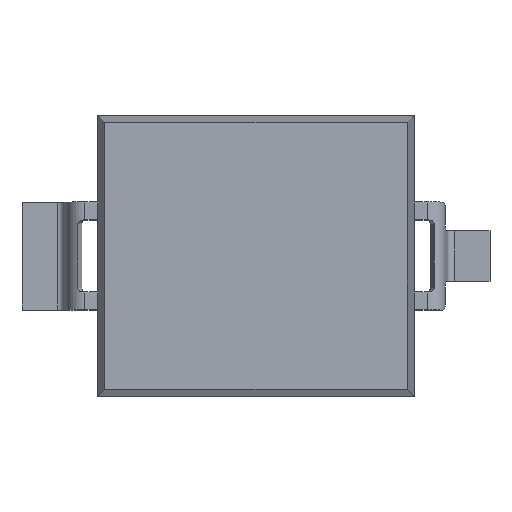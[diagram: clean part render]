
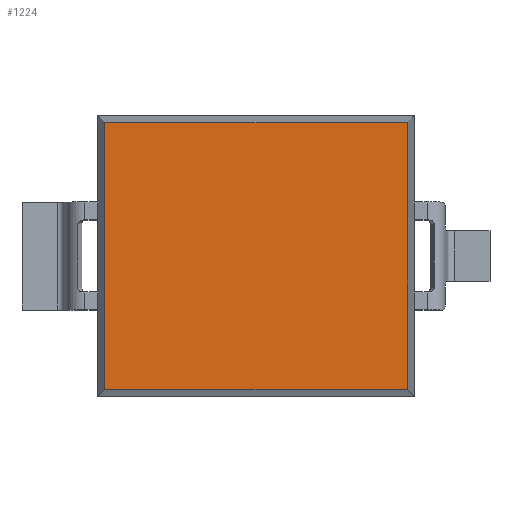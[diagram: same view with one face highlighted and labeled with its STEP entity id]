
A CAD part, top view. The second image highlights one B-rep face of the part: STEP entity #1224.
In plain terms, the highlighted planar face has unit normal (0, 0, 1).
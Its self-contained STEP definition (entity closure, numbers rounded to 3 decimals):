
#104=FACE_OUTER_BOUND('',#172,.T.);
#172=EDGE_LOOP('',(#927,#928,#929,#930));
#265=LINE('',#1810,#403);
#284=LINE('',#1872,#422);
#295=LINE('',#1908,#433);
#296=LINE('',#1909,#434);
#403=VECTOR('',#1463,1000.);
#422=VECTOR('',#1516,1000.);
#433=VECTOR('',#1553,1000.);
#434=VECTOR('',#1554,1000.);
#525=VERTEX_POINT('',#1808);
#526=VERTEX_POINT('',#1809);
#551=VERTEX_POINT('',#1870);
#552=VERTEX_POINT('',#1871);
#653=EDGE_CURVE('',#525,#526,#265,.T.);
#684=EDGE_CURVE('',#551,#552,#284,.T.);
#703=EDGE_CURVE('',#551,#526,#295,.T.);
#704=EDGE_CURVE('',#525,#552,#296,.T.);
#927=ORIENTED_EDGE('',*,*,#703,.T.);
#928=ORIENTED_EDGE('',*,*,#653,.F.);
#929=ORIENTED_EDGE('',*,*,#704,.T.);
#930=ORIENTED_EDGE('',*,*,#684,.F.);
#1174=PLANE('',#1326);
#1224=ADVANCED_FACE('',(#104),#1174,.T.);
#1326=AXIS2_PLACEMENT_3D('',#1907,#1551,#1552);
#1463=DIRECTION('',(1.,0.,0.));
#1516=DIRECTION('',(-1.,0.,0.));
#1551=DIRECTION('center_axis',(0.,0.,
1.));
#1552=DIRECTION('ref_axis',(-1.,0.,0.));
#1553=DIRECTION('',(0.,1.,0.));
#1554=DIRECTION('',(0.,-1.,0.));
#1808=CARTESIAN_POINT('',(-2.103,1.853,1.15));
#1809=CARTESIAN_POINT('',(2.103,1.853,1.15));
#1810=CARTESIAN_POINT('',(2.2,1.853,1.15));
#1870=CARTESIAN_POINT('',(2.103,-1.853,1.15));
#1871=CARTESIAN_POINT('',(-2.103,-1.853,1.15));
#1872=CARTESIAN_POINT('',(-2.2,-1.853,1.15));
#1907=CARTESIAN_POINT('Origin',(0.,0.,
1.15));
#1908=CARTESIAN_POINT('',(2.103,0.,1.15));
#1909=CARTESIAN_POINT('',(-2.103,0.,1.15));
